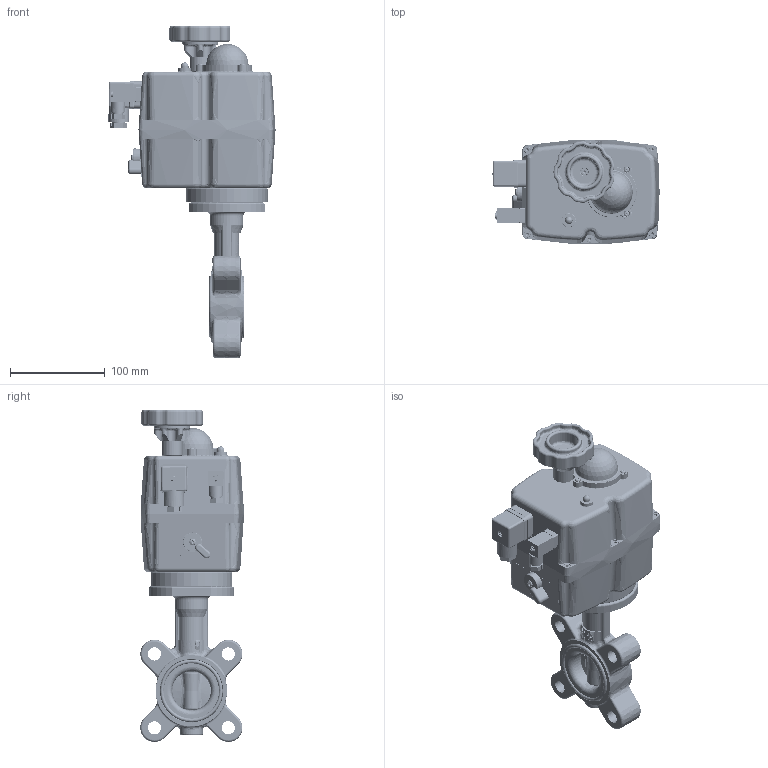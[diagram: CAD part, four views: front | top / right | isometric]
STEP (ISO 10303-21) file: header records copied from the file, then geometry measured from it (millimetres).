
FILE_DESCRIPTION (( 'STEP AP214' ), '1' );
FILE_NAME ('AK211-DN40-PN-10-16-Elektrischer-J4C-S20-Schwenkantrieb-24V-230V-240V-Fergo.STEP', '2022-12-06T15:24:11', ( '' ), ( '' ), 'SwSTEP 2.0', 'SolidWorks 2022', '' );
FILE_SCHEMA (( 'AUTOMOTIVE_DESIGN' ));
Length unit declared in the file: millimetre
Products named in the file (4): Flanschadapter 15mm; AK211 DN40 PN10-16_Standard; AK211-DN40-PN-10-16-Elektrischer-J4C-S20-Schwenkantrieb-24V-230V-240V-Fergo; J&J S-20+35
Assembly tree (3 placements, depth 2):
  AK211-DN40-PN-10-16-Elektrischer-J4C-S20-Schwenkantrieb-24V-230V-240V-Fergo
    J&J S-20+35
    AK211 DN40 PN10-16_Standard
    Flanschadapter 15mm
Bounding box: 176.14 x 109.06 x 349.89 mm (x, y, z)
Volume: 891194.5 mm3; surface area: 355977.2 mm2
Topology: 58 solids, 58 shells, 5512 faces, 13631 edges, 8310 vertices
Faces by surface type: cylinder 1744, plane 1348, cone 1152, torus 667, bspline 459, sphere 142
Entity records: 220454 total; most frequent: CARTESIAN_POINT 83658, DIRECTION 28231, ORIENTED_EDGE 26954, EDGE_CURVE 13477, AXIS2_PLACEMENT_3D 11469, VERTEX_POINT 8304, CIRCLE 6410, EDGE_LOOP 5925
